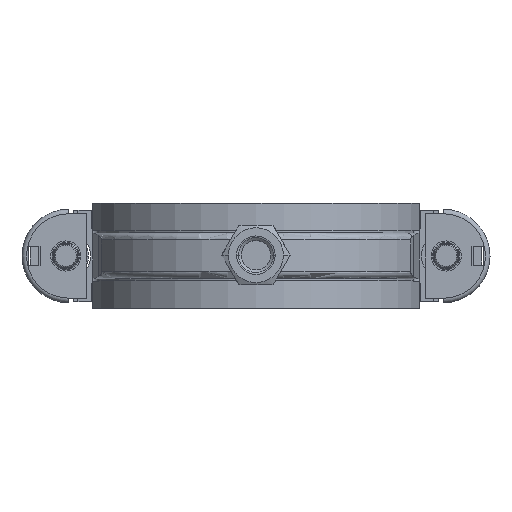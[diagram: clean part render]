
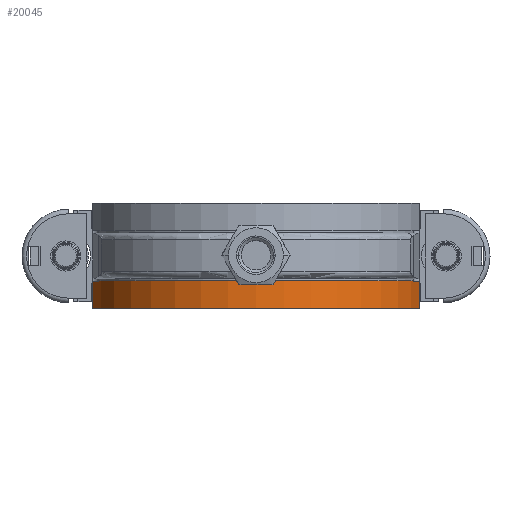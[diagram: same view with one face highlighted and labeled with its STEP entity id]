
A CAD part, top view. The second image highlights one B-rep face of the part: STEP entity #20045.
In plain terms, the highlighted cylindrical face has radius 36.75 mm (diameter 73.5 mm), a partial arc.
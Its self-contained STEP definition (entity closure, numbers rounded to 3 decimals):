
#19987=CARTESIAN_POINT('',(134.658,127.304,5.5));
#19988=VERTEX_POINT('',#19987);
#19995=CARTESIAN_POINT('',(206.32,127.304,5.5));
#19996=VERTEX_POINT('',#19995);
#19997=CARTESIAN_POINT('',(170.489,119.137,5.5));
#19998=DIRECTION('',(0.0,0.0,1.0));
#19999=DIRECTION('',(1.0,0.0,0.0));
#20000=AXIS2_PLACEMENT_3D('',#19997,#19998,#19999);
#20001=CIRCLE('',#20000,36.75);
#20002=EDGE_CURVE('',#19996,#19988,#20001,.T.);
#20014=CARTESIAN_POINT('',(170.489,119.137,8.5));
#20015=DIRECTION('',(0.0,0.0,1.0));
#20016=DIRECTION('',(1.0,0.0,0.0));
#20017=AXIS2_PLACEMENT_3D('',#20014,#20015,#20016);
#20018=CYLINDRICAL_SURFACE('',#20017,36.75);
#20019=CARTESIAN_POINT('',(134.658,127.304,11.5));
#20020=VERTEX_POINT('',#20019);
#20021=CARTESIAN_POINT('',(134.658,127.304,5.5));
#20022=DIRECTION('',(0.0,0.0,1.0));
#20023=VECTOR('',#20022,6.);
#20024=LINE('',#20021,#20023);
#20025=EDGE_CURVE('',#19988,#20020,#20024,.T.);
#20026=ORIENTED_EDGE('',*,*,#20025,.T.);
#20027=CARTESIAN_POINT('',(206.32,127.304,11.5));
#20028=VERTEX_POINT('',#20027);
#20029=CARTESIAN_POINT('',(170.489,119.137,11.5));
#20030=DIRECTION('',(0.0,0.0,1.0));
#20031=DIRECTION('',(1.0,0.0,0.0));
#20032=AXIS2_PLACEMENT_3D('',#20029,#20030,#20031);
#20033=CIRCLE('',#20032,36.75);
#20034=EDGE_CURVE('',#20028,#20020,#20033,.T.);
#20035=ORIENTED_EDGE('',*,*,#20034,.F.);
#20036=CARTESIAN_POINT('',(206.32,127.304,5.5));
#20037=DIRECTION('',(0.0,0.0,1.0));
#20038=VECTOR('',#20037,6.);
#20039=LINE('',#20036,#20038);
#20040=EDGE_CURVE('',#19996,#20028,#20039,.T.);
#20041=ORIENTED_EDGE('',*,*,#20040,.F.);
#20042=ORIENTED_EDGE('',*,*,#20002,.T.);
#20043=EDGE_LOOP('',(#20026,#20035,#20041,#20042));
#20044=FACE_OUTER_BOUND('',#20043,.T.);
#20045=ADVANCED_FACE('',(#20044),#20018,.T.);
